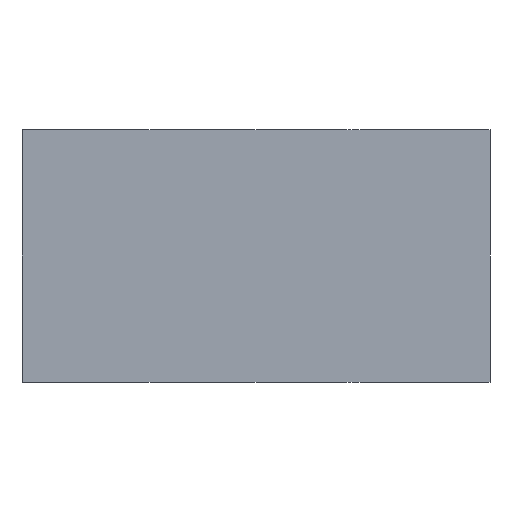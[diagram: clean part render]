
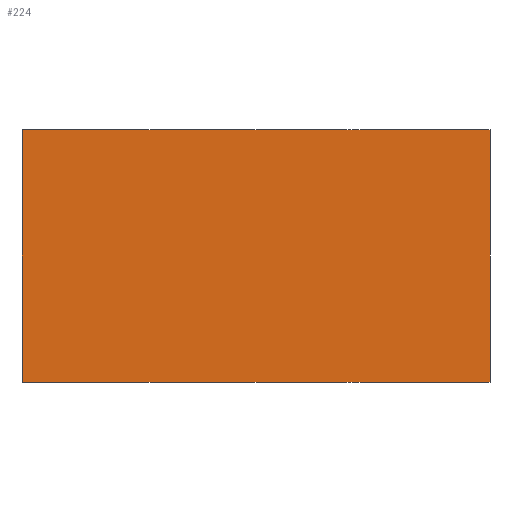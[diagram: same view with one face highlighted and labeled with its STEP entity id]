
A CAD part, front view. The second image highlights one B-rep face of the part: STEP entity #224.
In plain terms, the highlighted planar face has unit normal (0, -1, 0).
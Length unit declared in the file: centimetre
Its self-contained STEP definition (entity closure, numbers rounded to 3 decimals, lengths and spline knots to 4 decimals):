
#24=FACE_OUTER_BOUND('',#36,.T.);
#36=EDGE_LOOP('',(#172,#173,#174,#175));
#48=LINE('',#314,#74);
#61=LINE('',#344,#87);
#63=LINE('',#348,#89);
#64=LINE('',#349,#90);
#74=VECTOR('',#254,1.85);
#87=VECTOR('',#277,1.);
#89=VECTOR('',#281,1.);
#90=VECTOR('',#282,1.85);
#100=VERTEX_POINT('',#312);
#101=VERTEX_POINT('',#313);
#113=VERTEX_POINT('',#343);
#114=VERTEX_POINT('',#347);
#120=EDGE_CURVE('',#100,#101,#48,.T.);
#135=EDGE_CURVE('',#113,#100,#61,.T.);
#137=EDGE_CURVE('',#114,#101,#63,.T.);
#138=EDGE_CURVE('',#114,#113,#64,.T.);
#172=ORIENTED_EDGE('',*,*,#120,.T.);
#173=ORIENTED_EDGE('',*,*,#137,.F.);
#174=ORIENTED_EDGE('',*,*,#138,.T.);
#175=ORIENTED_EDGE('',*,*,#135,.T.);
#214=PLANE('',#240);
#224=ADVANCED_FACE('',(#24),#214,.F.);
#240=AXIS2_PLACEMENT_3D('',#346,#279,#280);
#254=DIRECTION('',(-1.,0.,0.));
#277=DIRECTION('',(0.,0.,1.));
#279=DIRECTION('center_axis',(0.,1.,0.));
#280=DIRECTION('ref_axis',(1.,0.,0.));
#281=DIRECTION('',(0.,0.,1.));
#282=DIRECTION('',(1.,0.,0.));
#312=CARTESIAN_POINT('',(1.35,0.,1.));
#313=CARTESIAN_POINT('',(-0.5,0.,1.));
#314=CARTESIAN_POINT('',(0.6375,0.,1.));
#343=CARTESIAN_POINT('',(1.35,0.,0.));
#344=CARTESIAN_POINT('',(1.35,0.,0.));
#346=CARTESIAN_POINT('Origin',(0.425,0.,1.));
#347=CARTESIAN_POINT('',(-0.5,0.,0.));
#348=CARTESIAN_POINT('',(-0.5,0.,0.));
#349=CARTESIAN_POINT('',(0.85,0.,0.));
